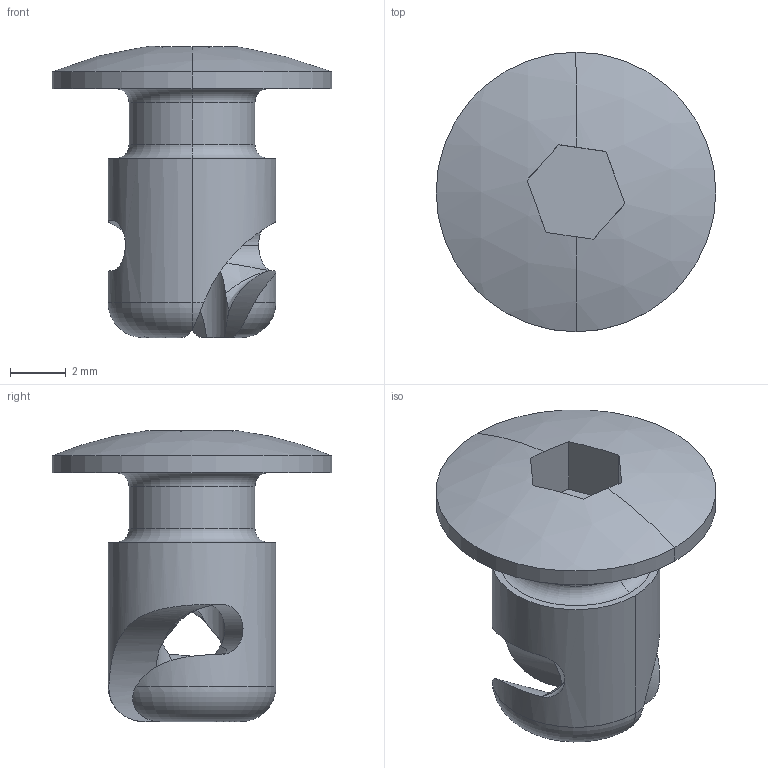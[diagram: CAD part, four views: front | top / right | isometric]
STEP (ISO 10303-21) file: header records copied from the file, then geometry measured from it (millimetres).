
FILE_DESCRIPTION (( 'STEP AP214' ), '1' );
FILE_NAME ('TL_242_2.STEP', '2008-05-12T02:21:02', ( 'nunozumi' ), ( 'hsk' ), 'SwSTEP 2.0', 'SolidWorks 2003240', '' );
FILE_SCHEMA (( 'AUTOMOTIVE_DESIGN' ));
Length unit declared in the file: millimetre
Products named in the file (2): TL_242_2; fastener_蹬怮椔
Assembly tree (1 placements, depth 2):
  TL_242_2
    fastener_蹬怮椔
Bounding box: 10 x 10 x 10.41 mm (x, y, z)
Volume: 217.5 mm3; surface area: 411.5 mm2
Topology: 1 solids, 1 shells, 42 faces, 107 edges, 63 vertices
Faces by surface type: cylinder 15, plane 12, torus 7, bspline 6, sphere 2
Entity records: 1996 total; most frequent: CARTESIAN_POINT 1029, ORIENTED_EDGE 202, DIRECTION 183, EDGE_CURVE 101, AXIS2_PLACEMENT_3D 79, VERTEX_POINT 63, EDGE_LOOP 44, ADVANCED_FACE 42
